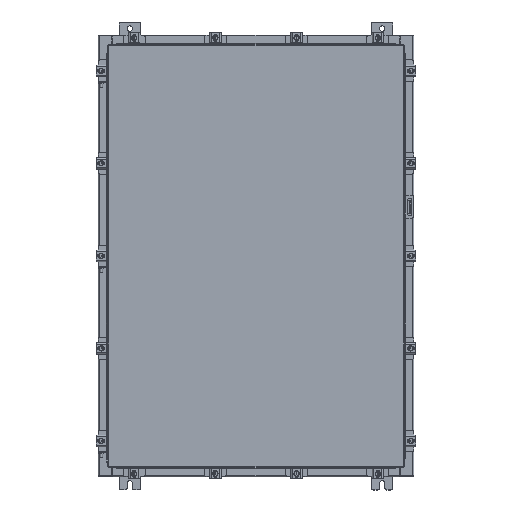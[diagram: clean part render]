
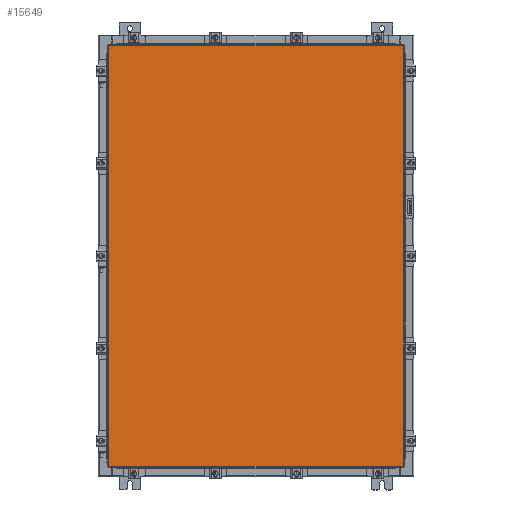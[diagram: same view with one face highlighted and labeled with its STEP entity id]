
A CAD part, top view. The second image highlights one B-rep face of the part: STEP entity #15649.
In plain terms, the highlighted planar face has unit normal (0, 0, 1).
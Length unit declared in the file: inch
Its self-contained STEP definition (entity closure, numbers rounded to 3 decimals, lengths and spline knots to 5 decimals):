
#79 = DIRECTION ( 'NONE',  ( 0., -1., 0. ) ) ;
#347 = EDGE_CURVE ( 'NONE', #14922, #3459, #4620, .T. ) ;
#3459 = VERTEX_POINT ( 'NONE', #18199 ) ;
#3999 = DIRECTION ( 'NONE',  ( 0., 1., 0. ) ) ;
#4236 = VECTOR ( 'NONE', #10558, 39.37008 ) ;
#4620 = LINE ( 'NONE', #17361, #23642 ) ;
#5652 = PLANE ( 'NONE',  #7058 ) ;
#7058 = AXIS2_PLACEMENT_3D ( 'NONE', #9451, #22750, #11353 ) ;
#7437 = EDGE_LOOP ( 'NONE', ( #14706, #9256, #7792, #19403 ) ) ;
#7657 = CARTESIAN_POINT ( 'NONE',  ( -13.9903, 20.0063, 0. ) ) ;
#7741 = CARTESIAN_POINT ( 'NONE',  ( 13.9903, -20.0063, 0. ) ) ;
#7792 = ORIENTED_EDGE ( 'NONE', *, *, #9973, .T. ) ;
#8115 = LINE ( 'NONE', #7741, #8699 ) ;
#8699 = VECTOR ( 'NONE', #3999, 39.37008 ) ;
#9256 = ORIENTED_EDGE ( 'NONE', *, *, #19194, .T. ) ;
#9451 = CARTESIAN_POINT ( 'NONE',  ( 0., 0., 0. ) ) ;
#9627 = CARTESIAN_POINT ( 'NONE',  ( -13.9903, -20.0063, 0. ) ) ;
#9973 = EDGE_CURVE ( 'NONE', #10408, #14165, #14324, .T. ) ;
#10408 = VERTEX_POINT ( 'NONE', #11607 ) ;
#10558 = DIRECTION ( 'NONE',  ( -1., 0., 0. ) ) ;
#11353 = DIRECTION ( 'NONE',  ( -1., 0., 0. ) ) ;
#11607 = CARTESIAN_POINT ( 'NONE',  ( 13.9903, 20.0063, 0. ) ) ;
#13229 = VECTOR ( 'NONE', #79, 39.37008 ) ;
#13293 = CARTESIAN_POINT ( 'NONE',  ( -13.9903, 20.0063, 0. ) ) ;
#14165 = VERTEX_POINT ( 'NONE', #7657 ) ;
#14324 = LINE ( 'NONE', #17863, #4236 ) ;
#14706 = ORIENTED_EDGE ( 'NONE', *, *, #347, .T. ) ;
#14922 = VERTEX_POINT ( 'NONE', #9627 ) ;
#15310 = FACE_OUTER_BOUND ( 'NONE', #7437, .T. ) ;
#15537 = EDGE_CURVE ( 'NONE', #14165, #14922, #19490, .T. ) ;
#15649 = ADVANCED_FACE ( 'NONE', ( #15310 ), #5652, .F. ) ;
#17361 = CARTESIAN_POINT ( 'NONE',  ( -13.9903, -20.0063, 0. ) ) ;
#17863 = CARTESIAN_POINT ( 'NONE',  ( 13.9903, 20.0063, 0. ) ) ;
#18199 = CARTESIAN_POINT ( 'NONE',  ( 13.9903, -20.0063, 0. ) ) ;
#19194 = EDGE_CURVE ( 'NONE', #3459, #10408, #8115, .T. ) ;
#19403 = ORIENTED_EDGE ( 'NONE', *, *, #15537, .T. ) ;
#19490 = LINE ( 'NONE', #13293, #13229 ) ;
#22750 = DIRECTION ( 'NONE',  ( 0., 0., -1. ) ) ;
#23325 = DIRECTION ( 'NONE',  ( 1., 0., 0. ) ) ;
#23642 = VECTOR ( 'NONE', #23325, 39.37008 ) ;
